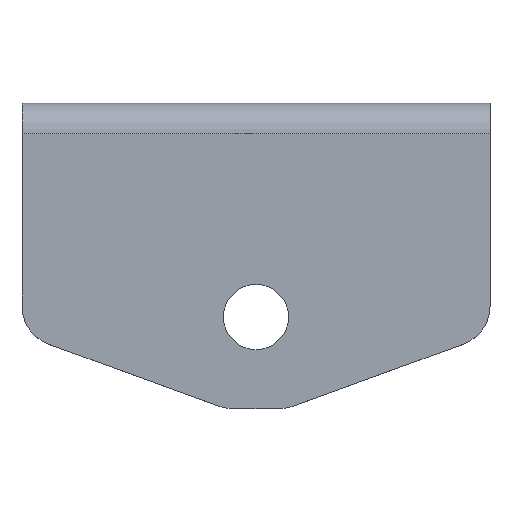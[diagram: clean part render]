
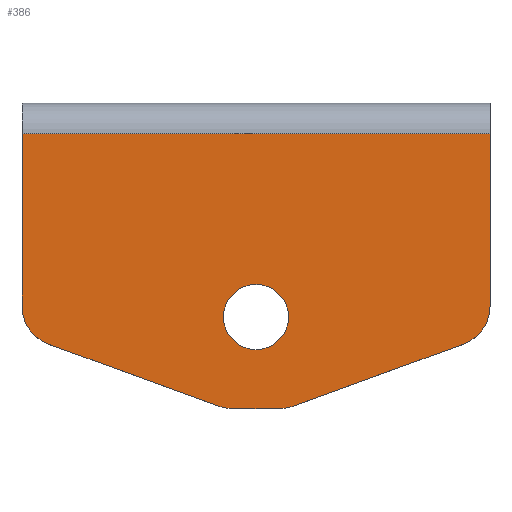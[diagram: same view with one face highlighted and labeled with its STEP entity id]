
A CAD part, top view. The second image highlights one B-rep face of the part: STEP entity #386.
In plain terms, the highlighted planar face has unit normal (0, 0, 1).
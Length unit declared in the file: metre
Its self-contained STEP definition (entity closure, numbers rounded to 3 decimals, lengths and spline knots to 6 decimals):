
#13=PLANE('',#433);
#24=LINE('',#590,#56);
#39=LINE('',#640,#71);
#40=LINE('',#641,#72);
#41=LINE('',#642,#73);
#42=LINE('',#643,#74);
#43=LINE('',#644,#75);
#56=VECTOR('',#470,1.);
#71=VECTOR('',#517,1.);
#72=VECTOR('',#518,1.);
#73=VECTOR('',#519,1.);
#74=VECTOR('',#520,1.);
#75=VECTOR('',#521,1.);
#121=ORIENTED_EDGE('',*,*,#224,.T.);
#122=ORIENTED_EDGE('',*,*,#216,.T.);
#123=ORIENTED_EDGE('',*,*,#225,.T.);
#124=ORIENTED_EDGE('',*,*,#212,.T.);
#125=ORIENTED_EDGE('',*,*,#226,.T.);
#126=ORIENTED_EDGE('',*,*,#199,.T.);
#127=ORIENTED_EDGE('',*,*,#227,.F.);
#128=ORIENTED_EDGE('',*,*,#204,.T.);
#129=ORIENTED_EDGE('',*,*,#228,.F.);
#130=ORIENTED_EDGE('',*,*,#208,.T.);
#131=ORIENTED_EDGE('',*,*,#229,.T.);
#199=EDGE_CURVE('',#254,#253,#24,.T.);
#204=EDGE_CURVE('',#259,#258,#291,.T.);
#208=EDGE_CURVE('',#263,#262,#293,.T.);
#212=EDGE_CURVE('',#267,#266,#295,.T.);
#216=EDGE_CURVE('',#271,#270,#297,.T.);
#224=EDGE_CURVE('',#262,#271,#39,.T.);
#225=EDGE_CURVE('',#270,#267,#40,.T.);
#226=EDGE_CURVE('',#266,#254,#41,.T.);
#227=EDGE_CURVE('',#259,#253,#42,.T.);
#228=EDGE_CURVE('',#263,#258,#43,.T.);
#229=EDGE_CURVE('',#273,#273,#299,.T.);
#253=VERTEX_POINT('',#589);
#254=VERTEX_POINT('',#591);
#258=VERTEX_POINT('',#600);
#259=VERTEX_POINT('',#602);
#262=VERTEX_POINT('',#609);
#263=VERTEX_POINT('',#611);
#266=VERTEX_POINT('',#618);
#267=VERTEX_POINT('',#620);
#270=VERTEX_POINT('',#627);
#271=VERTEX_POINT('',#629);
#273=VERTEX_POINT('',#646);
#291=CIRCLE('',#421,0.002);
#293=CIRCLE('',#424,0.002);
#295=CIRCLE('',#427,0.002);
#297=CIRCLE('',#430,0.002);
#299=CIRCLE('',#434,0.0016);
#316=EDGE_LOOP('',(#121,#122,#123,#124,#125,#126,#127,#128,#129,#130));
#317=EDGE_LOOP('',(#131));
#346=FACE_BOUND('',#316,.T.);
#347=FACE_BOUND('',#317,.T.);
#386=ADVANCED_FACE('',(#346,#347),#13,.T.);
#421=AXIS2_PLACEMENT_3D('',#601,#479,#480);
#424=AXIS2_PLACEMENT_3D('',#610,#487,#488);
#427=AXIS2_PLACEMENT_3D('',#619,#495,#496);
#430=AXIS2_PLACEMENT_3D('',#628,#503,#504);
#433=AXIS2_PLACEMENT_3D('',#639,#515,#516);
#434=AXIS2_PLACEMENT_3D('',#645,#522,#523);
#470=DIRECTION('',(-1.,0.,0.));
#479=DIRECTION('',(0.,0.,1.));
#480=DIRECTION('',(1.,0.,0.));
#487=DIRECTION('',(0.,0.,1.));
#488=DIRECTION('',(1.,0.,0.));
#495=DIRECTION('',(0.,0.,1.));
#496=DIRECTION('',(1.,0.,0.));
#503=DIRECTION('',(0.,0.,1.));
#504=DIRECTION('',(1.,0.,0.));
#515=DIRECTION('',(0.,0.,1.));
#516=DIRECTION('',(1.,0.,0.));
#517=DIRECTION('',(1.,0.,0.));
#518=DIRECTION('',(0.94,0.342,0.));
#519=DIRECTION('',(0.,1.,0.));
#520=DIRECTION('',(0.,1.,0.));
#521=DIRECTION('',(-0.94,0.342,0.));
#522=DIRECTION('',(0.,0.,-1.));
#523=DIRECTION('',(-1.,0.,0.));
#589=CARTESIAN_POINT('',(-0.0115,-0.0015,0.0133));
#590=CARTESIAN_POINT('',(0.,-0.0015,0.0133));
#591=CARTESIAN_POINT('',(0.0115,-0.0015,0.0133));
#600=CARTESIAN_POINT('',(-0.010184,-0.011839,0.0133));
#601=CARTESIAN_POINT('',(-0.0095,-0.00996,0.0133));
#602=CARTESIAN_POINT('',(-0.0115,-0.00996,0.0133));
#609=CARTESIAN_POINT('',(-0.001147,-0.015,0.0133));
#610=CARTESIAN_POINT('',(-0.001147,-0.013,0.0133));
#611=CARTESIAN_POINT('',(-0.001831,-0.014879,0.0133));
#618=CARTESIAN_POINT('',(0.0115,-0.00996,0.0133));
#619=CARTESIAN_POINT('',(0.0095,-0.00996,0.0133));
#620=CARTESIAN_POINT('',(0.010184,-0.011839,0.0133));
#627=CARTESIAN_POINT('',(0.001831,-0.014879,0.0133));
#628=CARTESIAN_POINT('',(0.001147,-0.013,0.0133));
#629=CARTESIAN_POINT('',(0.001147,-0.015,0.0133));
#639=CARTESIAN_POINT('',(0.,-0.008,0.0133));
#640=CARTESIAN_POINT('',(0.,-0.015,0.0133));
#641=CARTESIAN_POINT('',(0.0065,-0.01318,0.0133));
#642=CARTESIAN_POINT('',(0.0115,-0.008,0.0133));
#643=CARTESIAN_POINT('',(-0.0115,-0.001,0.0133));
#644=CARTESIAN_POINT('',(-0.0065,-0.01318,0.0133));
#645=CARTESIAN_POINT('',(0.,-0.0105,0.0133));
#646=CARTESIAN_POINT('',(-0.0016,-0.0105,0.0133));
